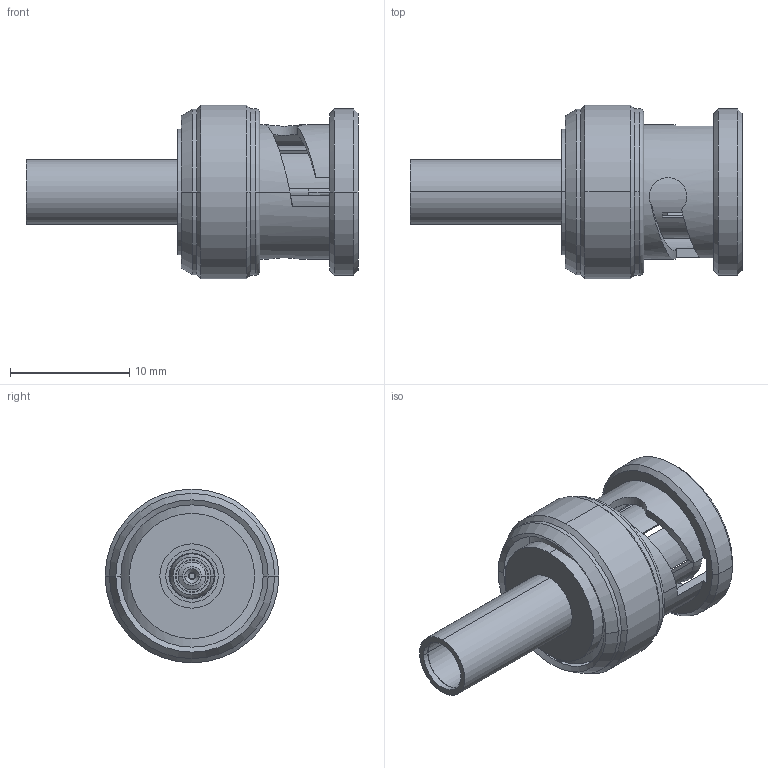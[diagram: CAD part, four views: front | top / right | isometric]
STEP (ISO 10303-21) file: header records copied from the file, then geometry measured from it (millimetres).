
FILE_DESCRIPTION((''),'2;1');
FILE_NAME('031-80102','2013-07-26T',('Clement Lazar'),(''),'PRO/ENGINEER BY PARAMETRIC TECHNOLOGY CORPORATION, 2010100','PRO/ENGINEER BY PARAMETRIC TECHNOLOGY CORPORATION, 2010100','');
FILE_SCHEMA(('CONFIG_CONTROL_DESIGN'));
Length unit declared in the file: millimetre
Products named in the file (1): 031-80102
Bounding box: 27.81 x 14.55 x 14.55 mm (x, y, z)
Surface area: 2379.8 mm2 (no closed solid volume)
Topology: 0 solids, 14 shells, 110 faces, 480 edges, 372 vertices
Faces by surface type: cylinder 39, plane 31, cone 28, torus 8, bspline 4
Entity records: 5697 total; most frequent: CARTESIAN_POINT 1646, DIRECTION 948, ORIENTED_EDGE 717, EDGE_CURVE 480, AXIS2_PLACEMENT_3D 409, VERTEX_POINT 372, CIRCLE 303, VECTOR 130
